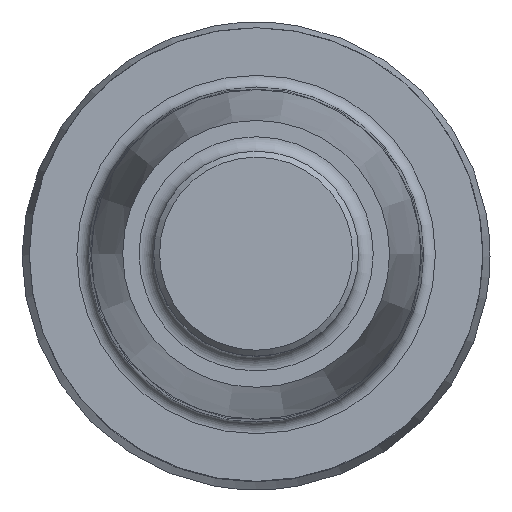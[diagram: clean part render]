
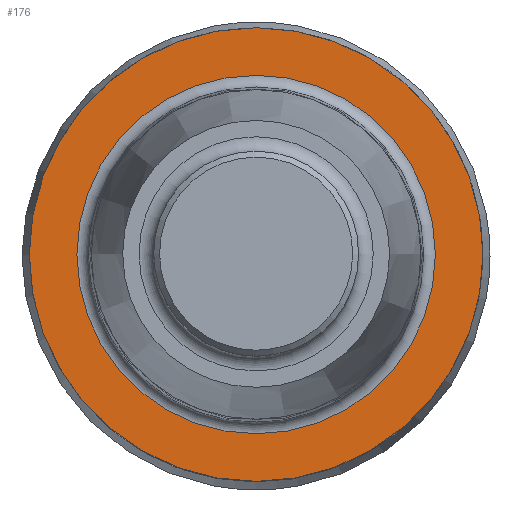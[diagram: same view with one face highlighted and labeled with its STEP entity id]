
A CAD part, top view. The second image highlights one B-rep face of the part: STEP entity #176.
In plain terms, the highlighted planar face has unit normal (0, 0, 1).
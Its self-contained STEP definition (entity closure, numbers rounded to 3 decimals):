
#139=PLANE('',#606);
#176=ADVANCED_FACE('',(#226,#227),#139,.F.);
#226=FACE_BOUND('',#268,.T.);
#227=FACE_BOUND('',#269,.T.);
#268=EDGE_LOOP('',(#334));
#269=EDGE_LOOP('',(#335));
#334=ORIENTED_EDGE('',*,*,#452,.T.);
#335=ORIENTED_EDGE('',*,*,#451,.F.);
#414=VERTEX_POINT('',#998);
#415=VERTEX_POINT('',#1001);
#451=EDGE_CURVE('',#414,#414,#483,.T.);
#452=EDGE_CURVE('',#415,#415,#484,.T.);
#483=CIRCLE('',#603,7.75);
#484=CIRCLE('',#605,6.124);
#603=AXIS2_PLACEMENT_3D('',#997,#704,#705);
#605=AXIS2_PLACEMENT_3D('',#1000,#708,#709);
#606=AXIS2_PLACEMENT_3D('',#1002,#710,#711);
#704=DIRECTION('',(0.,0.,-1.));
#705=DIRECTION('',(-1.,0.,0.));
#708=DIRECTION('',(0.,0.,-1.));
#709=DIRECTION('',(-1.,0.,0.));
#710=DIRECTION('',(0.,0.,-1.));
#711=DIRECTION('',(-1.,0.,0.));
#997=CARTESIAN_POINT('',(0.,0.,0.));
#998=CARTESIAN_POINT('',(-7.75,0.,0.));
#1000=CARTESIAN_POINT('',(0.,0.,0.));
#1001=CARTESIAN_POINT('',(-6.124,0.,0.));
#1002=CARTESIAN_POINT('',(-5.739,0.,0.));
